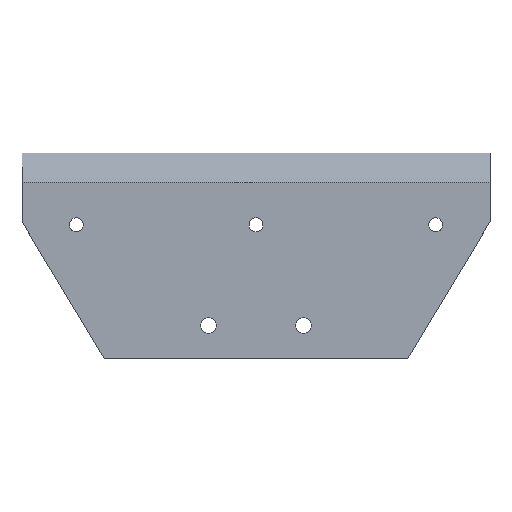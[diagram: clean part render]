
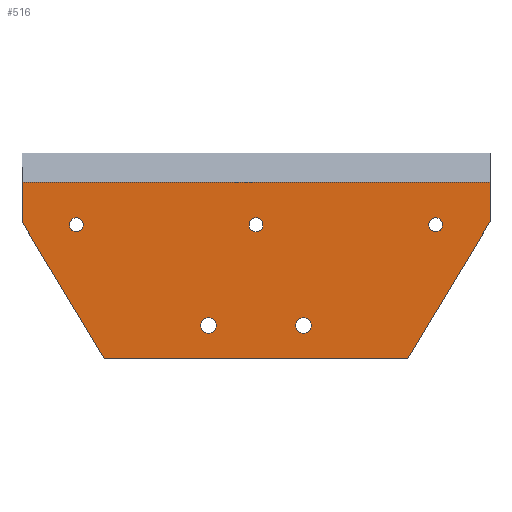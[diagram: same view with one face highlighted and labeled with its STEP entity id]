
A CAD part, top view. The second image highlights one B-rep face of the part: STEP entity #516.
In plain terms, the highlighted planar face has unit normal (0, 0, 1).
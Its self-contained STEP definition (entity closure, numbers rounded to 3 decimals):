
#2 = FACE_OUTER_BOUND ( 'NONE', #309, .T. ) ;
#3 = ORIENTED_EDGE ( 'NONE', *, *, #876, .T. ) ;
#6 = CARTESIAN_POINT ( 'NONE',  ( 29.5, 21.2, 1.2 ) ) ;
#13 = DIRECTION ( 'NONE',  ( 0., 1., 0. ) ) ;
#28 = VERTEX_POINT ( 'NONE', #611 ) ;
#44 = CIRCLE ( 'NONE', #887, 1.1 ) ;
#47 = VERTEX_POINT ( 'NONE', #905 ) ;
#53 = VECTOR ( 'NONE', #696, 1000. ) ;
#56 = DIRECTION ( 'NONE',  ( 1., 0., 0. ) ) ;
#64 = VERTEX_POINT ( 'NONE', #242 ) ;
#69 = VERTEX_POINT ( 'NONE', #537 ) ;
#73 = CARTESIAN_POINT ( 'NONE',  ( 37., 27.883, 1.2 ) ) ;
#74 = VERTEX_POINT ( 'NONE', #464 ) ;
#84 = CARTESIAN_POINT ( 'NONE',  ( 0., 0., 1.2 ) ) ;
#89 = AXIS2_PLACEMENT_3D ( 'NONE', #608, #94, #305 ) ;
#94 = DIRECTION ( 'NONE',  ( 0., 0., 1. ) ) ;
#95 = DIRECTION ( 'NONE',  ( 0., 0., 1. ) ) ;
#98 = LINE ( 'NONE', #237, #507 ) ;
#100 = VERTEX_POINT ( 'NONE', #630 ) ;
#108 = CIRCLE ( 'NONE', #525, 1.1 ) ;
#114 = EDGE_LOOP ( 'NONE', ( #894, #438 ) ) ;
#116 = EDGE_CURVE ( 'NONE', #47, #224, #352, .T. ) ;
#127 = CARTESIAN_POINT ( 'NONE',  ( -7.5, 5.25, 1.2 ) ) ;
#143 = EDGE_CURVE ( 'NONE', #286, #74, #753, .T. ) ;
#145 = CARTESIAN_POINT ( 'NONE',  ( 7.5, 5.25, 1.2 ) ) ;
#160 = DIRECTION ( 'NONE',  ( 0., 0., 1. ) ) ;
#162 = CARTESIAN_POINT ( 'NONE',  ( -1.1, 21.2, 1.2 ) ) ;
#163 = CIRCLE ( 'NONE', #719, 1.25 ) ;
#164 = DIRECTION ( 'NONE',  ( 1., 0., 0. ) ) ;
#171 = FACE_BOUND ( 'NONE', #944, .T. ) ;
#173 = ORIENTED_EDGE ( 'NONE', *, *, #250, .F. ) ;
#174 = DIRECTION ( 'NONE',  ( 0., 0., 1. ) ) ;
#179 = EDGE_CURVE ( 'NONE', #929, #763, #586, .T. ) ;
#183 = AXIS2_PLACEMENT_3D ( 'NONE', #878, #427, #349 ) ;
#198 = VECTOR ( 'NONE', #240, 1000. ) ;
#216 = DIRECTION ( 'NONE',  ( 0., 0., 1. ) ) ;
#224 = VERTEX_POINT ( 'NONE', #805 ) ;
#225 = LINE ( 'NONE', #448, #198 ) ;
#230 = EDGE_CURVE ( 'NONE', #69, #28, #953, .T. ) ;
#233 = AXIS2_PLACEMENT_3D ( 'NONE', #84, #95, #836 ) ;
#235 = FACE_BOUND ( 'NONE', #114, .T. ) ;
#237 = CARTESIAN_POINT ( 'NONE',  ( 37., 21.636, 1.2 ) ) ;
#240 = DIRECTION ( 'NONE',  ( 1., 0., 0. ) ) ;
#242 = CARTESIAN_POINT ( 'NONE',  ( -27.3, 21.2, 1.2 ) ) ;
#250 = EDGE_CURVE ( 'NONE', #763, #929, #479, .T. ) ;
#265 = CIRCLE ( 'NONE', #415, 1.1 ) ;
#267 = ORIENTED_EDGE ( 'NONE', *, *, #909, .F. ) ;
#279 = CARTESIAN_POINT ( 'NONE',  ( -24., 0., 1.2 ) ) ;
#280 = CARTESIAN_POINT ( 'NONE',  ( -37., 21.636, 1.2 ) ) ;
#286 = VERTEX_POINT ( 'NONE', #745 ) ;
#287 = VECTOR ( 'NONE', #750, 1000. ) ;
#293 = DIRECTION ( 'NONE',  ( 0.515, -0.857, 0. ) ) ;
#295 = VERTEX_POINT ( 'NONE', #73 ) ;
#296 = ORIENTED_EDGE ( 'NONE', *, *, #143, .F. ) ;
#302 = LINE ( 'NONE', #380, #53 ) ;
#305 = DIRECTION ( 'NONE',  ( 1., 0., 0. ) ) ;
#309 = EDGE_LOOP ( 'NONE', ( #267, #3, #440, #691, #353, #826 ) ) ;
#349 = DIRECTION ( 'NONE',  ( 1., 0., 0. ) ) ;
#352 = CIRCLE ( 'NONE', #784, 1.25 ) ;
#353 = ORIENTED_EDGE ( 'NONE', *, *, #707, .T. ) ;
#355 = CARTESIAN_POINT ( 'NONE',  ( -28.4, 21.2, 1.2 ) ) ;
#380 = CARTESIAN_POINT ( 'NONE',  ( -37., 32.5, 1.2 ) ) ;
#382 = DIRECTION ( 'NONE',  ( 1., 0., 0. ) ) ;
#393 = CARTESIAN_POINT ( 'NONE',  ( -29.5, 21.2, 1.2 ) ) ;
#401 = DIRECTION ( 'NONE',  ( 1., 0., 0. ) ) ;
#403 = DIRECTION ( 'NONE',  ( 0., 0., 1. ) ) ;
#413 = ORIENTED_EDGE ( 'NONE', *, *, #495, .F. ) ;
#415 = AXIS2_PLACEMENT_3D ( 'NONE', #355, #823, #804 ) ;
#417 = DIRECTION ( 'NONE',  ( 0., 0., 1. ) ) ;
#419 = VECTOR ( 'NONE', #424, 1000. ) ;
#424 = DIRECTION ( 'NONE',  ( 0.515, 0.857, 0. ) ) ;
#427 = DIRECTION ( 'NONE',  ( 0., 0., 1. ) ) ;
#432 = DIRECTION ( 'NONE',  ( 0., 0., 1. ) ) ;
#438 = ORIENTED_EDGE ( 'NONE', *, *, #116, .F. ) ;
#440 = ORIENTED_EDGE ( 'NONE', *, *, #230, .T. ) ;
#441 = LINE ( 'NONE', #279, #287 ) ;
#448 = CARTESIAN_POINT ( 'NONE',  ( -37., 27.883, 1.2 ) ) ;
#450 = VERTEX_POINT ( 'NONE', #393 ) ;
#461 = AXIS2_PLACEMENT_3D ( 'NONE', #522, #174, #401 ) ;
#463 = FACE_BOUND ( 'NONE', #646, .T. ) ;
#464 = CARTESIAN_POINT ( 'NONE',  ( -8.75, 5.25, 1.2 ) ) ;
#479 = CIRCLE ( 'NONE', #461, 1.1 ) ;
#495 = EDGE_CURVE ( 'NONE', #628, #893, #108, .T. ) ;
#496 = AXIS2_PLACEMENT_3D ( 'NONE', #564, #403, #945 ) ;
#507 = VECTOR ( 'NONE', #13, 1000. ) ;
#516 = ADVANCED_FACE ( 'NONE', ( #682, #843, #463, #171, #235, #2 ), #771, .T. ) ;
#517 = EDGE_CURVE ( 'NONE', #64, #450, #44, .T. ) ;
#522 = CARTESIAN_POINT ( 'NONE',  ( 0., 21.2, 1.2 ) ) ;
#525 = AXIS2_PLACEMENT_3D ( 'NONE', #762, #542, #164 ) ;
#537 = CARTESIAN_POINT ( 'NONE',  ( -37., 21.636, 1.2 ) ) ;
#542 = DIRECTION ( 'NONE',  ( 0., 0., 1. ) ) ;
#548 = ORIENTED_EDGE ( 'NONE', *, *, #695, .F. ) ;
#550 = ORIENTED_EDGE ( 'NONE', *, *, #755, .F. ) ;
#561 = CARTESIAN_POINT ( 'NONE',  ( 27.3, 21.2, 1.2 ) ) ;
#564 = CARTESIAN_POINT ( 'NONE',  ( 28.4, 21.2, 1.2 ) ) ;
#586 = CIRCLE ( 'NONE', #183, 1.1 ) ;
#606 = AXIS2_PLACEMENT_3D ( 'NONE', #127, #216, #962 ) ;
#608 = CARTESIAN_POINT ( 'NONE',  ( -7.5, 5.25, 1.2 ) ) ;
#611 = CARTESIAN_POINT ( 'NONE',  ( -24., 0., 1.2 ) ) ;
#616 = VERTEX_POINT ( 'NONE', #791 ) ;
#628 = VERTEX_POINT ( 'NONE', #561 ) ;
#630 = CARTESIAN_POINT ( 'NONE',  ( -37., 27.883, 1.2 ) ) ;
#646 = EDGE_LOOP ( 'NONE', ( #550, #889 ) ) ;
#682 = FACE_BOUND ( 'NONE', #793, .T. ) ;
#691 = ORIENTED_EDGE ( 'NONE', *, *, #733, .T. ) ;
#692 = CARTESIAN_POINT ( 'NONE',  ( -28.4, 21.2, 1.2 ) ) ;
#695 = EDGE_CURVE ( 'NONE', #893, #628, #921, .T. ) ;
#696 = DIRECTION ( 'NONE',  ( 0., -1., 0. ) ) ;
#704 = VECTOR ( 'NONE', #293, 1000. ) ;
#707 = EDGE_CURVE ( 'NONE', #616, #716, #940, .T. ) ;
#716 = VERTEX_POINT ( 'NONE', #882 ) ;
#719 = AXIS2_PLACEMENT_3D ( 'NONE', #145, #432, #56 ) ;
#724 = DIRECTION ( 'NONE',  ( 1., 0., 0. ) ) ;
#731 = EDGE_CURVE ( 'NONE', #224, #47, #163, .T. ) ;
#733 = EDGE_CURVE ( 'NONE', #28, #616, #441, .T. ) ;
#745 = CARTESIAN_POINT ( 'NONE',  ( -6.25, 5.25, 1.2 ) ) ;
#750 = DIRECTION ( 'NONE',  ( 1., 0., 0. ) ) ;
#753 = CIRCLE ( 'NONE', #606, 1.25 ) ;
#755 = EDGE_CURVE ( 'NONE', #450, #64, #265, .T. ) ;
#762 = CARTESIAN_POINT ( 'NONE',  ( 28.4, 21.2, 1.2 ) ) ;
#763 = VERTEX_POINT ( 'NONE', #956 ) ;
#766 = CIRCLE ( 'NONE', #89, 1.25 ) ;
#771 = PLANE ( 'NONE',  #233 ) ;
#784 = AXIS2_PLACEMENT_3D ( 'NONE', #795, #417, #724 ) ;
#791 = CARTESIAN_POINT ( 'NONE',  ( 24., 0., 1.2 ) ) ;
#793 = EDGE_LOOP ( 'NONE', ( #413, #548 ) ) ;
#795 = CARTESIAN_POINT ( 'NONE',  ( 7.5, 5.25, 1.2 ) ) ;
#804 = DIRECTION ( 'NONE',  ( 1., 0., 0. ) ) ;
#805 = CARTESIAN_POINT ( 'NONE',  ( 8.75, 5.25, 1.2 ) ) ;
#821 = EDGE_LOOP ( 'NONE', ( #886, #173 ) ) ;
#823 = DIRECTION ( 'NONE',  ( 0., 0., 1. ) ) ;
#826 = ORIENTED_EDGE ( 'NONE', *, *, #835, .T. ) ;
#835 = EDGE_CURVE ( 'NONE', #716, #295, #98, .T. ) ;
#836 = DIRECTION ( 'NONE',  ( 1., 0., 0. ) ) ;
#843 = FACE_BOUND ( 'NONE', #821, .T. ) ;
#860 = CARTESIAN_POINT ( 'NONE',  ( 24., 0., 1.2 ) ) ;
#876 = EDGE_CURVE ( 'NONE', #100, #69, #302, .T. ) ;
#878 = CARTESIAN_POINT ( 'NONE',  ( 0., 21.2, 1.2 ) ) ;
#882 = CARTESIAN_POINT ( 'NONE',  ( 37., 21.636, 1.2 ) ) ;
#886 = ORIENTED_EDGE ( 'NONE', *, *, #179, .F. ) ;
#887 = AXIS2_PLACEMENT_3D ( 'NONE', #692, #160, #382 ) ;
#889 = ORIENTED_EDGE ( 'NONE', *, *, #517, .F. ) ;
#893 = VERTEX_POINT ( 'NONE', #6 ) ;
#894 = ORIENTED_EDGE ( 'NONE', *, *, #731, .F. ) ;
#905 = CARTESIAN_POINT ( 'NONE',  ( 6.25, 5.25, 1.2 ) ) ;
#909 = EDGE_CURVE ( 'NONE', #100, #295, #225, .T. ) ;
#921 = CIRCLE ( 'NONE', #496, 1.1 ) ;
#923 = ORIENTED_EDGE ( 'NONE', *, *, #942, .F. ) ;
#929 = VERTEX_POINT ( 'NONE', #162 ) ;
#940 = LINE ( 'NONE', #860, #419 ) ;
#942 = EDGE_CURVE ( 'NONE', #74, #286, #766, .T. ) ;
#944 = EDGE_LOOP ( 'NONE', ( #296, #923 ) ) ;
#945 = DIRECTION ( 'NONE',  ( 1., 0., 0. ) ) ;
#953 = LINE ( 'NONE', #280, #704 ) ;
#956 = CARTESIAN_POINT ( 'NONE',  ( 1.1, 21.2, 1.2 ) ) ;
#962 = DIRECTION ( 'NONE',  ( 1., 0., 0. ) ) ;
